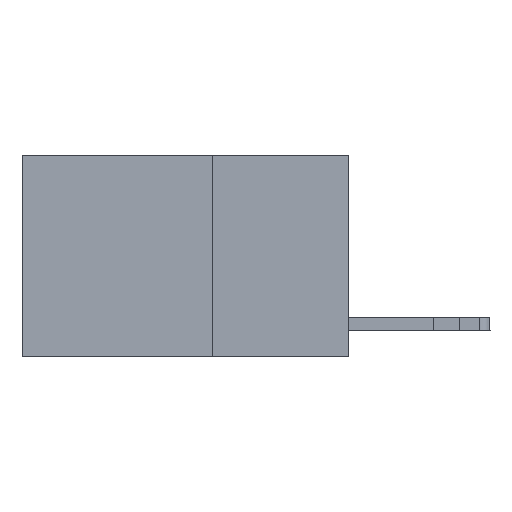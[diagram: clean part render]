
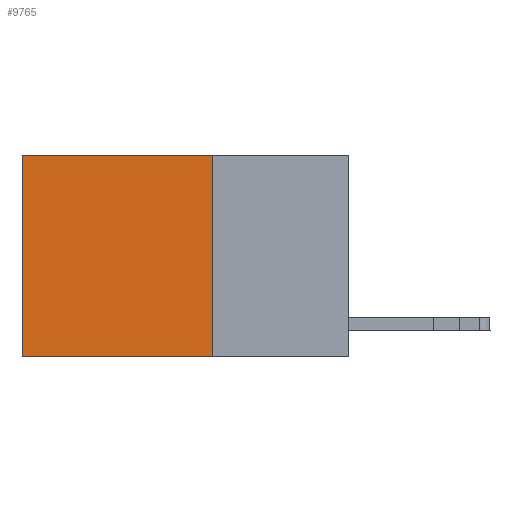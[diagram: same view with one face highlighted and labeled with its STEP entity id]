
A CAD part, left-side view. The second image highlights one B-rep face of the part: STEP entity #9765.
In plain terms, the highlighted planar face has unit normal (-1, 0, 0).
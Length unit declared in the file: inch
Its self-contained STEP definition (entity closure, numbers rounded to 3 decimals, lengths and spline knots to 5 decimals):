
#216 = LINE ( 'NONE', #8172, #5795 ) ;
#339 = CARTESIAN_POINT ( 'NONE',  ( 0.2625, 0.25, 0. ) ) ;
#731 = LINE ( 'NONE', #339, #13011 ) ;
#978 = VERTEX_POINT ( 'NONE', #4927 ) ;
#1243 = LINE ( 'NONE', #7107, #11841 ) ;
#1903 = CARTESIAN_POINT ( 'NONE',  ( 0.2625, 0.6, 0. ) ) ;
#3531 = FACE_OUTER_BOUND ( 'NONE', #22049, .T. ) ;
#4279 = DIRECTION ( 'NONE',  ( 0., 1., 0. ) ) ;
#4611 = DIRECTION ( 'NONE',  ( 0., 0., -1. ) ) ;
#4652 = ORIENTED_EDGE ( 'NONE', *, *, #7645, .T. ) ;
#4927 = CARTESIAN_POINT ( 'NONE',  ( 0.2625, 0.6, -0.37 ) ) ;
#5795 = VECTOR ( 'NONE', #16125, 39.37008 ) ;
#6199 = CARTESIAN_POINT ( 'NONE',  ( 0.2625, 0.25, 0. ) ) ;
#7107 = CARTESIAN_POINT ( 'NONE',  ( 0.2625, 0.25, -0.37 ) ) ;
#7557 = CARTESIAN_POINT ( 'NONE',  ( 0.2625, 0.25, 0. ) ) ;
#7645 = EDGE_CURVE ( 'NONE', #18758, #15693, #731, .T. ) ;
#8172 = CARTESIAN_POINT ( 'NONE',  ( 0.2625, 0.6, 0. ) ) ;
#9122 = DIRECTION ( 'NONE',  ( 1., 0., 0. ) ) ;
#9190 = DIRECTION ( 'NONE',  ( 0., 1., 0. ) ) ;
#9377 = PLANE ( 'NONE',  #24790 ) ;
#9765 = ADVANCED_FACE ( 'NONE', ( #3531 ), #9377, .F. ) ;
#10320 = EDGE_CURVE ( 'NONE', #18758, #19301, #20001, .T. ) ;
#11756 = EDGE_CURVE ( 'NONE', #19301, #978, #1243, .T. ) ;
#11841 = VECTOR ( 'NONE', #9190, 39.37008 ) ;
#12282 = CARTESIAN_POINT ( 'NONE',  ( 0.2625, 0.25, 0. ) ) ;
#12743 = VECTOR ( 'NONE', #4611, 39.37008 ) ;
#13011 = VECTOR ( 'NONE', #4279, 39.37008 ) ;
#15693 = VERTEX_POINT ( 'NONE', #1903 ) ;
#16125 = DIRECTION ( 'NONE',  ( 0., 0., -1. ) ) ;
#17069 = DIRECTION ( 'NONE',  ( 0., 0., -1. ) ) ;
#18758 = VERTEX_POINT ( 'NONE', #6199 ) ;
#19301 = VERTEX_POINT ( 'NONE', #23883 ) ;
#19908 = ORIENTED_EDGE ( 'NONE', *, *, #11756, .F. ) ;
#20001 = LINE ( 'NONE', #12282, #12743 ) ;
#22049 = EDGE_LOOP ( 'NONE', ( #22100, #19908, #23373, #4652 ) ) ;
#22100 = ORIENTED_EDGE ( 'NONE', *, *, #22214, .T. ) ;
#22214 = EDGE_CURVE ( 'NONE', #15693, #978, #216, .T. ) ;
#23373 = ORIENTED_EDGE ( 'NONE', *, *, #10320, .F. ) ;
#23883 = CARTESIAN_POINT ( 'NONE',  ( 0.2625, 0.25, -0.37 ) ) ;
#24790 = AXIS2_PLACEMENT_3D ( 'NONE', #7557, #9122, #17069 ) ;
